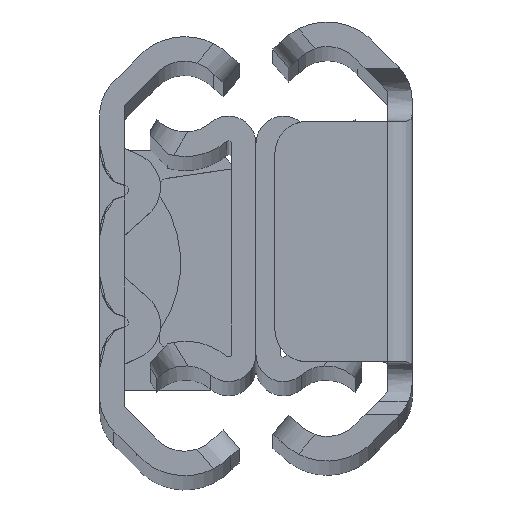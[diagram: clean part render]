
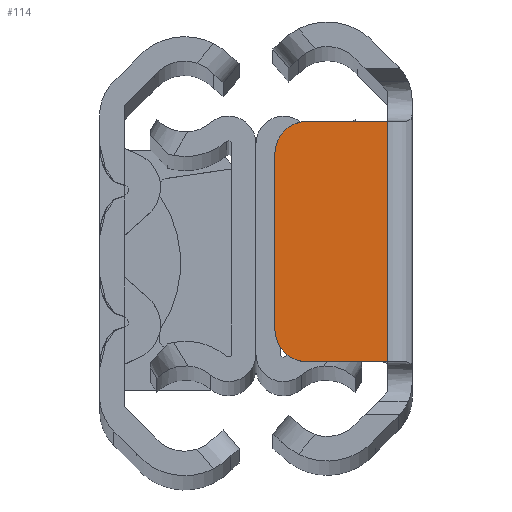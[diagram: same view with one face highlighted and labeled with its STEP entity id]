
A CAD part, top view. The second image highlights one B-rep face of the part: STEP entity #114.
In plain terms, the highlighted face is planar.
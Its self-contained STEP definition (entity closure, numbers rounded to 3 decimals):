
#45 = ORIENTED_EDGE ( 'NONE', *, *, #408, .T. ) ;
#114 = ADVANCED_FACE ( 'NONE', ( #3810 ), #502, .F. ) ;
#127 = DIRECTION ( 'NONE',  ( 1., 0., 0. ) ) ;
#266 = ORIENTED_EDGE ( 'NONE', *, *, #3804, .F. ) ;
#408 = EDGE_CURVE ( 'NONE', #2129, #3069, #4103, .T. ) ;
#502 = PLANE ( 'NONE',  #3253 ) ;
#602 = VECTOR ( 'NONE', #3982, 1000. ) ;
#623 = ORIENTED_EDGE ( 'NONE', *, *, #4123, .F. ) ;
#708 = VECTOR ( 'NONE', #4341, 1000. ) ;
#737 = CARTESIAN_POINT ( 'NONE',  ( -1.5, 7.35, -500. ) ) ;
#855 = ORIENTED_EDGE ( 'NONE', *, *, #2588, .T. ) ;
#892 = CARTESIAN_POINT ( 'NONE',  ( 1.5, -8.548, -500. ) ) ;
#1271 = LINE ( 'NONE', #2497, #4049 ) ;
#1297 = DIRECTION ( 'NONE',  ( 1., 0., 0. ) ) ;
#1327 = CARTESIAN_POINT ( 'NONE',  ( 0., -7.35, -500. ) ) ;
#1406 = CARTESIAN_POINT ( 'NONE',  ( 4.9, -5.35, -500. ) ) ;
#1490 = LINE ( 'NONE', #3112, #708 ) ;
#1555 = LINE ( 'NONE', #737, #602 ) ;
#1701 = EDGE_CURVE ( 'NONE', #1831, #2129, #1555, .T. ) ;
#1735 = CARTESIAN_POINT ( 'NONE',  ( 6.9, 5.35, -500. ) ) ;
#1746 = DIRECTION ( 'NONE',  ( 0., 1., 0. ) ) ;
#1826 = DIRECTION ( 'NONE',  ( 1., 0., 0. ) ) ;
#1831 = VERTEX_POINT ( 'NONE', #4951 ) ;
#2051 = DIRECTION ( 'NONE',  ( 0., 0., -1. ) ) ;
#2129 = VERTEX_POINT ( 'NONE', #3244 ) ;
#2161 = CARTESIAN_POINT ( 'NONE',  ( 6.9, -5.35, -500. ) ) ;
#2435 = CARTESIAN_POINT ( 'NONE',  ( 4.9, 5.35, -500. ) ) ;
#2497 = CARTESIAN_POINT ( 'NONE',  ( -1.5, -7.35, -500. ) ) ;
#2588 = EDGE_CURVE ( 'NONE', #3984, #1831, #4552, .T. ) ;
#2596 = CARTESIAN_POINT ( 'NONE',  ( 0., 7.35, -500. ) ) ;
#2697 = VERTEX_POINT ( 'NONE', #4584 ) ;
#2834 = DIRECTION ( 'NONE',  ( 1., 0., 0. ) ) ;
#3069 = VERTEX_POINT ( 'NONE', #1735 ) ;
#3112 = CARTESIAN_POINT ( 'NONE',  ( 6.9, 7.35, -500. ) ) ;
#3131 = VERTEX_POINT ( 'NONE', #2161 ) ;
#3244 = CARTESIAN_POINT ( 'NONE',  ( 4.9, 7.35, -500. ) ) ;
#3253 = AXIS2_PLACEMENT_3D ( 'NONE', #892, #3733, #127 ) ;
#3360 = CIRCLE ( 'NONE', #4209, 2. ) ;
#3733 = DIRECTION ( 'NONE',  ( 0., 0., 1. ) ) ;
#3804 = EDGE_CURVE ( 'NONE', #3984, #2697, #1271, .T. ) ;
#3810 = FACE_OUTER_BOUND ( 'NONE', #4440, .T. ) ;
#3857 = EDGE_CURVE ( 'NONE', #3131, #2697, #3360, .T. ) ;
#3982 = DIRECTION ( 'NONE',  ( 1., 0., 0. ) ) ;
#3984 = VERTEX_POINT ( 'NONE', #1327 ) ;
#4012 = AXIS2_PLACEMENT_3D ( 'NONE', #2435, #2051, #2834 ) ;
#4049 = VECTOR ( 'NONE', #1297, 1000. ) ;
#4103 = CIRCLE ( 'NONE', #4012, 2. ) ;
#4123 = EDGE_CURVE ( 'NONE', #3131, #3069, #1490, .T. ) ;
#4209 = AXIS2_PLACEMENT_3D ( 'NONE', #1406, #4639, #1826 ) ;
#4341 = DIRECTION ( 'NONE',  ( 0., 1., 0. ) ) ;
#4440 = EDGE_LOOP ( 'NONE', ( #266, #855, #4551, #45, #623, #5267 ) ) ;
#4551 = ORIENTED_EDGE ( 'NONE', *, *, #1701, .T. ) ;
#4552 = LINE ( 'NONE', #2596, #4813 ) ;
#4584 = CARTESIAN_POINT ( 'NONE',  ( 4.9, -7.35, -500. ) ) ;
#4639 = DIRECTION ( 'NONE',  ( 0., 0., -1. ) ) ;
#4813 = VECTOR ( 'NONE', #1746, 1000. ) ;
#4951 = CARTESIAN_POINT ( 'NONE',  ( 0., 7.35, -500. ) ) ;
#5267 = ORIENTED_EDGE ( 'NONE', *, *, #3857, .T. ) ;
